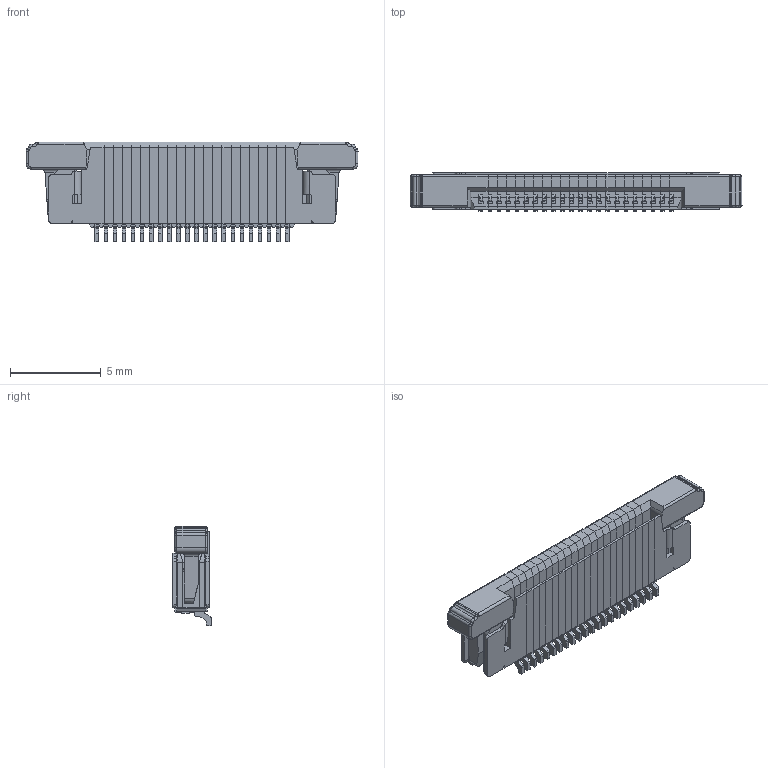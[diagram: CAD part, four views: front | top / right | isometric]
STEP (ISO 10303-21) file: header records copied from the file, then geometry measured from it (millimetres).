
FILE_DESCRIPTION (( 'STEP AP214' ), '1' );
FILE_NAME ('F32R-1A7H1-11022.STEP', '2023-06-07T13:16:28', ( '' ), ( '' ), 'SwSTEP 2.0', 'SolidWorks 2021', '' );
FILE_SCHEMA (( 'AUTOMOTIVE_DESIGN' ));
Length unit declared in the file: millimetre
Products named in the file (5): F32R_R^F32R-1A7H1-11022--3DModel-STEP-533217(2)_F32R-1A7H1-11022--3DModel-STEP-533217; F32R_L^F32R-1A7H1-11022--3DModel-STEP-533217(2)_F32R-1A7H1-11022--3DModel-STEP-533217; F32R_M^F32R-1A7H1-11022--3DModel-STEP-533217(2)_F32R-1A7H1-11022--3DModel-STEP-533217; F32R-1A7H1-11022; F32R-1A7H1-11022--3DModel-STEP-533217(2)^F32R-1A7H1-11022--3DModel-STEP-533217
Assembly tree (23 placements, depth 3):
  F32R-1A7H1-11022
    F32R-1A7H1-11022--3DModel-STEP-533217(2)^F32R-1A7H1-11022--3DModel-STEP-533217
      F32R_R^F32R-1A7H1-11022--3DModel-STEP-533217(2)_F32R-1A7H1-11022--3DModel-STEP-533217
      F32R_M^F32R-1A7H1-11022--3DModel-STEP-533217(2)_F32R-1A7H1-11022--3DModel-STEP-533217  x20
      F32R_L^F32R-1A7H1-11022--3DModel-STEP-533217(2)_F32R-1A7H1-11022--3DModel-STEP-533217
Bounding box: 18.3 x 2.1 x 5.5 mm (x, y, z)
Volume: 117.5 mm3; surface area: 844.5 mm2
Topology: 22 solids, 22 shells, 2585 faces, 7480 edges, 4949 vertices
Faces by surface type: plane 1795, cylinder 758, torus 16, bspline 16
Entity records: 20591 total; most frequent: CARTESIAN_POINT 4422, ORIENTED_EDGE 3444, DIRECTION 3237, EDGE_CURVE 1722, LINE 1261, VECTOR 1261, VERTEX_POINT 1111, AXIS2_PLACEMENT_3D 988
